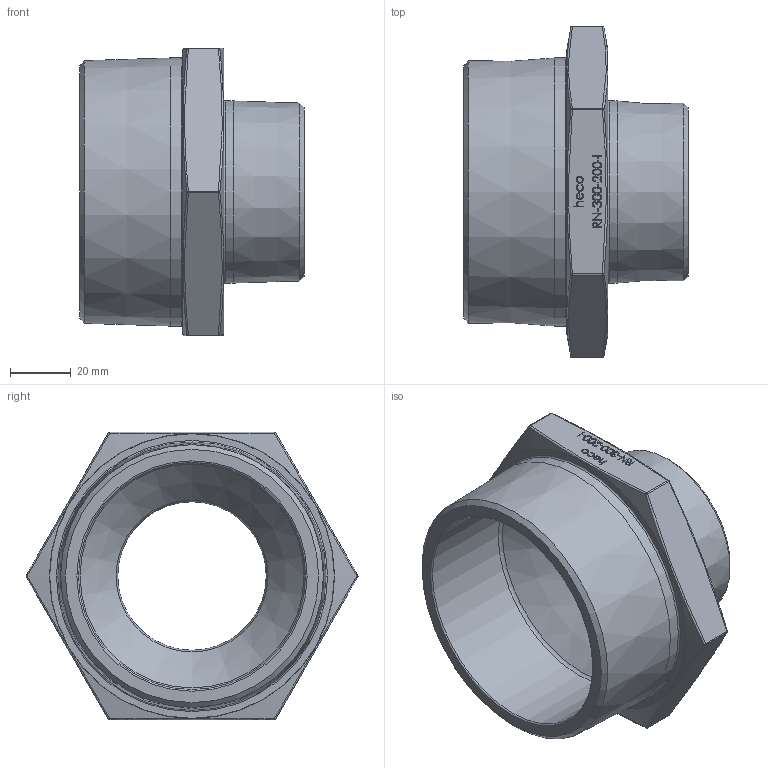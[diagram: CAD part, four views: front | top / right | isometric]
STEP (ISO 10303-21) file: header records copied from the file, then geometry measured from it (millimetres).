
FILE_DESCRIPTION (( 'STEP AP214' ), '1' );
FILE_NAME ('RN-300-200-I 2309.STEP', '2023-09-19T08:49:57', ( '' ), ( '' ), 'SwSTEP 2.0', 'SolidWorks 2019', '' );
FILE_SCHEMA (( 'AUTOMOTIVE_DESIGN' ));
Length unit declared in the file: millimetre
Products named in the file (1): RN-300-200-I  2309
Bounding box: 74 x 109.54 x 95.01 mm (x, y, z)
Volume: 146469.4 mm3; surface area: 42244.5 mm2
Topology: 1 solids, 1 shells, 237 faces, 596 edges, 382 vertices
Faces by surface type: bspline 108, plane 92, sphere 12, cylinder 10, torus 8, cone 7
Full cylindrical faces by diameter (mm): 49 x1, 60.083 x1, 75 x1, 88.459 x1
Entity records: 15038 total; most frequent: CARTESIAN_POINT 8353, ORIENTED_EDGE 1118, DIRECTION 661, EDGE_CURVE 559, VERTEX_POINT 368, VECTOR 285, LINE 285, EDGE_LOOP 283
